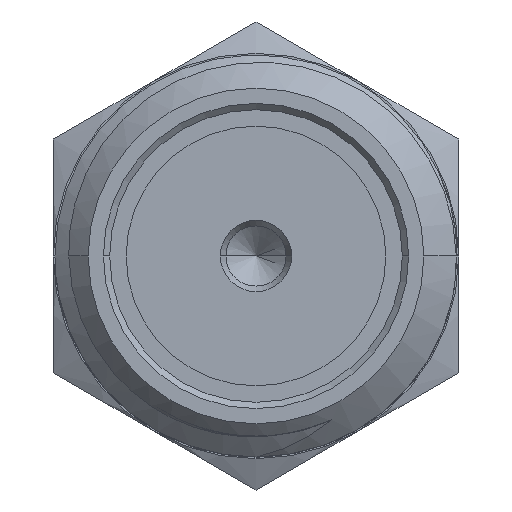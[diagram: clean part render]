
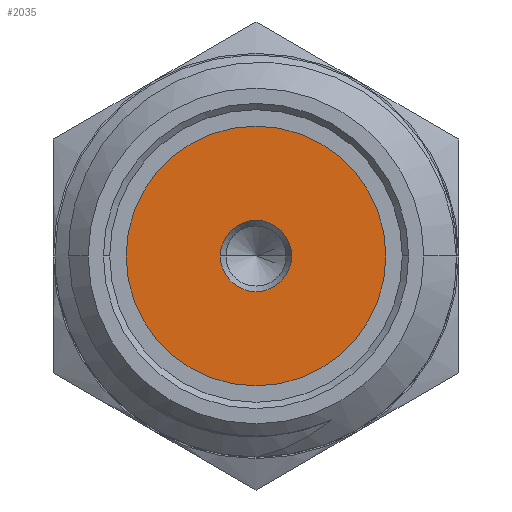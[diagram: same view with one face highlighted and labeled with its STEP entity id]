
A CAD part, left-side view. The second image highlights one B-rep face of the part: STEP entity #2035.
In plain terms, the highlighted planar face has unit normal (-1, 0, 0).
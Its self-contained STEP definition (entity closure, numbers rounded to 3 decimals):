
#35 = DIRECTION ( 'NONE',  ( -1., 0., 0. ) ) ;
#36 = CIRCLE ( 'NONE', #1472, 0.562 ) ;
#47 = AXIS2_PLACEMENT_3D ( 'NONE', #2154, #547, #2416 ) ;
#56 = CARTESIAN_POINT ( 'NONE',  ( 2., 0., 0. ) ) ;
#102 = AXIS2_PLACEMENT_3D ( 'NONE', #3477, #1859, #258 ) ;
#164 = FACE_OUTER_BOUND ( 'NONE', #2735, .T. ) ;
#258 = DIRECTION ( 'NONE',  ( 0., -1., 0. ) ) ;
#308 = CARTESIAN_POINT ( 'NONE',  ( 2., 2.05, 0. ) ) ;
#309 = CARTESIAN_POINT ( 'NONE',  ( 2., 0., 0. ) ) ;
#330 = DIRECTION ( 'NONE',  ( 0., -1., 0. ) ) ;
#378 = VERTEX_POINT ( 'NONE', #1893 ) ;
#547 = DIRECTION ( 'NONE',  ( -1., 0., 0. ) ) ;
#579 = DIRECTION ( 'NONE',  ( 0., -1., 0. ) ) ;
#666 = AXIS2_PLACEMENT_3D ( 'NONE', #309, #2184, #579 ) ;
#884 = CARTESIAN_POINT ( 'NONE',  ( 2., 0.562, 0. ) ) ;
#899 = CIRCLE ( 'NONE', #47, 0.562 ) ;
#986 = EDGE_CURVE ( 'NONE', #2616, #378, #1344, .T. ) ;
#1054 = EDGE_CURVE ( 'NONE', #378, #2616, #1891, .T. ) ;
#1214 = VERTEX_POINT ( 'NONE', #884 ) ;
#1344 = CIRCLE ( 'NONE', #666, 2.05 ) ;
#1472 = AXIS2_PLACEMENT_3D ( 'NONE', #1638, #35, #1909 ) ;
#1479 = ORIENTED_EDGE ( 'NONE', *, *, #1054, .T. ) ;
#1578 = AXIS2_PLACEMENT_3D ( 'NONE', #56, #1931, #330 ) ;
#1583 = VERTEX_POINT ( 'NONE', #3075 ) ;
#1638 = CARTESIAN_POINT ( 'NONE',  ( 2., 0., 0. ) ) ;
#1760 = ORIENTED_EDGE ( 'NONE', *, *, #986, .T. ) ;
#1859 = DIRECTION ( 'NONE',  ( -1., 0., 0. ) ) ;
#1891 = CIRCLE ( 'NONE', #1578, 2.05 ) ;
#1893 = CARTESIAN_POINT ( 'NONE',  ( 2., -2.05, 0. ) ) ;
#1909 = DIRECTION ( 'NONE',  ( 0., -1., 0. ) ) ;
#1931 = DIRECTION ( 'NONE',  ( -1., 0., 0. ) ) ;
#2035 = ADVANCED_FACE ( 'NONE', ( #164, #2210 ), #2113, .T. ) ;
#2113 = PLANE ( 'NONE',  #102 ) ;
#2154 = CARTESIAN_POINT ( 'NONE',  ( 2., 0., 0. ) ) ;
#2184 = DIRECTION ( 'NONE',  ( -1., 0., 0. ) ) ;
#2210 = FACE_BOUND ( 'NONE', #2636, .T. ) ;
#2288 = ORIENTED_EDGE ( 'NONE', *, *, #2478, .F. ) ;
#2416 = DIRECTION ( 'NONE',  ( 0., -1., 0. ) ) ;
#2422 = ORIENTED_EDGE ( 'NONE', *, *, #2579, .F. ) ;
#2478 = EDGE_CURVE ( 'NONE', #1583, #1214, #899, .T. ) ;
#2579 = EDGE_CURVE ( 'NONE', #1214, #1583, #36, .T. ) ;
#2616 = VERTEX_POINT ( 'NONE', #308 ) ;
#2636 = EDGE_LOOP ( 'NONE', ( #2288, #2422 ) ) ;
#2735 = EDGE_LOOP ( 'NONE', ( #1479, #1760 ) ) ;
#3075 = CARTESIAN_POINT ( 'NONE',  ( 2., -0.562, 0. ) ) ;
#3477 = CARTESIAN_POINT ( 'NONE',  ( 2., 0., 0. ) ) ;
